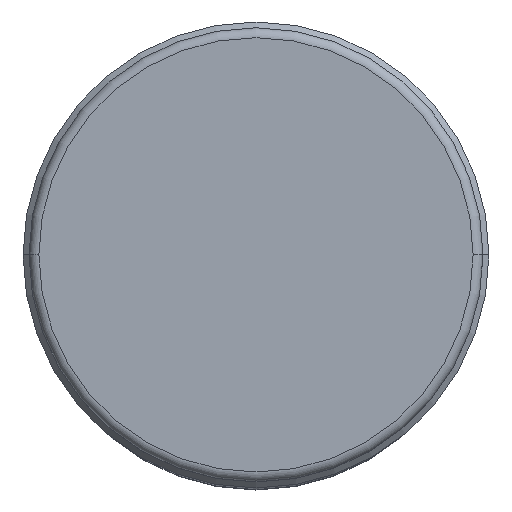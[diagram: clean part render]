
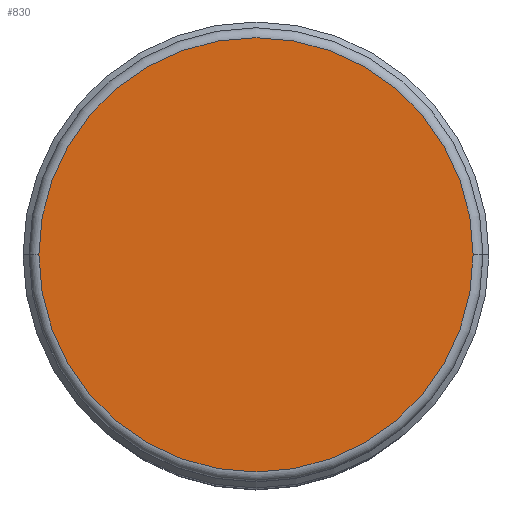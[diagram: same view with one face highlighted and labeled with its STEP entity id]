
A CAD part, top view. The second image highlights one B-rep face of the part: STEP entity #830.
In plain terms, the highlighted planar face has unit normal (0, 0, 1).
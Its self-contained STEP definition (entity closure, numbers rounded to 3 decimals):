
#573=PLANE('',#19235);
#830=ADVANCED_FACE('Volume53',(#1121),#573,.T.);
#1121=FACE_OUTER_BOUND('',#4682,.T.);
#1278=CIRCLE('',#19236,11.);
#1279=CIRCLE('',#19237,11.);
#2622=ORIENTED_EDGE('',*,*,#3497,.T.);
#2623=ORIENTED_EDGE('',*,*,#3498,.T.);
#3497=EDGE_CURVE('104',#4372,#4373,#1278,.T.);
#3498=EDGE_CURVE('105',#4373,#4372,#1279,.T.);
#4372=VERTEX_POINT('10',#18959);
#4373=VERTEX_POINT('67',#18960);
#4682=EDGE_LOOP('',(#2622,#2623));
#18958=CARTESIAN_POINT('',(-13.2,26.4,125.3));
#18959=CARTESIAN_POINT('',(11.,0.,125.3));
#18960=CARTESIAN_POINT('',(-11.,0.,125.3));
#18961=CARTESIAN_POINT('',(0.,0.,125.3));
#19235=AXIS2_PLACEMENT_3D('',#18958,#19359,#19363);
#19236=AXIS2_PLACEMENT_3D('',#18961,#19359,#19360);
#19237=AXIS2_PLACEMENT_3D('',#18961,#19359,#19362);
#19359=DIRECTION('',(0.,0.,1.));
#19360=DIRECTION('',(1.,0.,0.));
#19362=DIRECTION('',(-1.,0.,0.));
#19363=DIRECTION('',(0.,-1.,0.));
